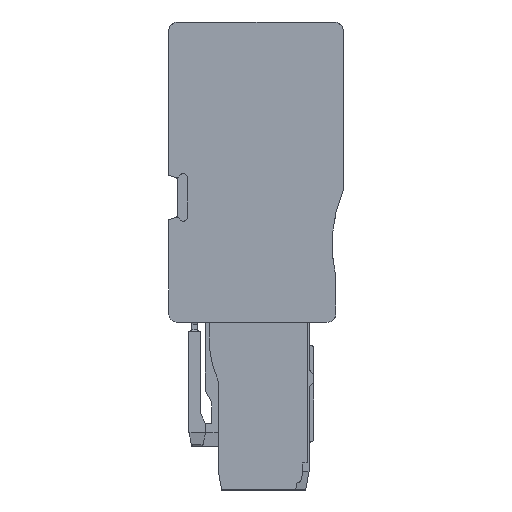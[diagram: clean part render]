
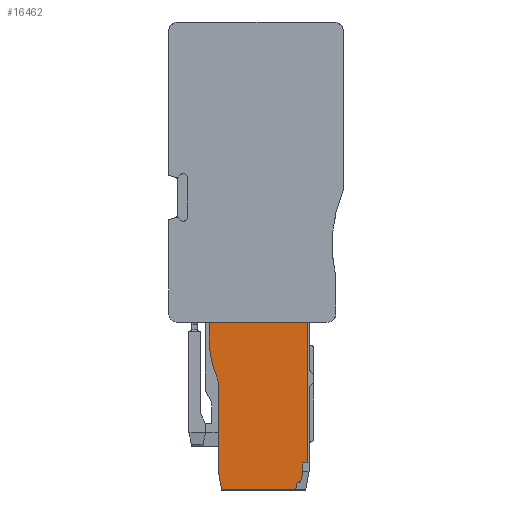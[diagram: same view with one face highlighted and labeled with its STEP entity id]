
A CAD part, left-side view. The second image highlights one B-rep face of the part: STEP entity #16462.
In plain terms, the highlighted planar face has unit normal (-1, 0, 0).
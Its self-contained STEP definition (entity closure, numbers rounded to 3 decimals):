
#11777=AXIS2_PLACEMENT_3D('Plane Axis2P3D',#11774,#11775,#11776) ;
#12506=AXIS2_PLACEMENT_3D('Circle Axis2P3D',#12504,#12505,$) ;
#16098=AXIS2_PLACEMENT_3D('Circle Axis2P3D',#16096,#16097,$) ;
#16141=AXIS2_PLACEMENT_3D('Circle Axis2P3D',#16139,#16140,$) ;
#11774=CARTESIAN_POINT('Axis2P3D Location',(0.8,8.8,18.25)) ;
#12456=CARTESIAN_POINT('Vertex',(0.8,14.6,16.433)) ;
#12459=CARTESIAN_POINT('Line Origine',(0.8,14.6,17.341)) ;
#12463=CARTESIAN_POINT('Vertex',(0.8,14.6,18.25)) ;
#12501=CARTESIAN_POINT('Vertex',(0.8,13.6,11.85)) ;
#12504=CARTESIAN_POINT('Axis2P3D Location',(0.8,3.6,16.433)) ;
#12562=CARTESIAN_POINT('Vertex',(0.8,13.6,2.)) ;
#12565=CARTESIAN_POINT('Line Origine',(0.8,13.6,6.925)) ;
#12620=CARTESIAN_POINT('Vertex',(0.8,13.247,0.)) ;
#12625=CARTESIAN_POINT('Line Origine',(0.8,13.424,1.)) ;
#12647=CARTESIAN_POINT('Line Origine',(0.8,9.213,0.)) ;
#12651=CARTESIAN_POINT('Vertex',(0.8,5.178,0.)) ;
#12700=CARTESIAN_POINT('Vertex',(0.8,5.036,0.8)) ;
#12703=CARTESIAN_POINT('Line Origine',(0.8,5.107,0.4)) ;
#12729=CARTESIAN_POINT('Vertex',(0.8,4.425,2.951)) ;
#12736=CARTESIAN_POINT('Vertex',(0.8,3.91,2.951)) ;
#12739=CARTESIAN_POINT('Line Origine',(0.8,4.167,2.951)) ;
#16093=CARTESIAN_POINT('Vertex',(0.8,4.544,1.213)) ;
#16096=CARTESIAN_POINT('Axis2P3D Location',(0.8,5.036,1.3)) ;
#16112=CARTESIAN_POINT('Vertex',(0.8,4.44,1.8)) ;
#16115=CARTESIAN_POINT('Line Origine',(0.8,4.492,1.507)) ;
#16136=CARTESIAN_POINT('Vertex',(0.8,4.425,1.974)) ;
#16139=CARTESIAN_POINT('Axis2P3D Location',(0.8,5.426,1.974)) ;
#16151=CARTESIAN_POINT('Line Origine',(0.8,4.425,2.462)) ;
#16435=CARTESIAN_POINT('Line Origine',(0.8,9.255,18.25)) ;
#16439=CARTESIAN_POINT('Vertex',(0.8,3.91,18.25)) ;
#16442=CARTESIAN_POINT('Line Origine',(0.8,3.91,10.601)) ;
#11775=DIRECTION('Axis2P3D Direction',(-1.,0.,0.)) ;
#11776=DIRECTION('Axis2P3D XDirection',(0.,-1.,0.)) ;
#12460=DIRECTION('Vector Direction',(0.,0.,-1.)) ;
#12505=DIRECTION('Axis2P3D Direction',(1.,0.,0.)) ;
#12566=DIRECTION('Vector Direction',(0.,0.,-1.)) ;
#12626=DIRECTION('Vector Direction',(0.,-0.174,-0.985)) ;
#12648=DIRECTION('Vector Direction',(0.,-1.,0.)) ;
#12704=DIRECTION('Vector Direction',(0.,0.174,-0.985)) ;
#12740=DIRECTION('Vector Direction',(0.,1.,0.)) ;
#16097=DIRECTION('Axis2P3D Direction',(1.,0.,0.)) ;
#16116=DIRECTION('Vector Direction',(0.,-0.174,0.985)) ;
#16140=DIRECTION('Axis2P3D Direction',(1.,0.,0.)) ;
#16152=DIRECTION('Vector Direction',(0.,0.,1.)) ;
#16436=DIRECTION('Vector Direction',(0.,1.,0.)) ;
#16443=DIRECTION('Vector Direction',(0.,0.,1.)) ;
#12461=VECTOR('Line Direction',#12460,1.) ;
#12567=VECTOR('Line Direction',#12566,1.) ;
#12627=VECTOR('Line Direction',#12626,1.) ;
#12649=VECTOR('Line Direction',#12648,1.) ;
#12705=VECTOR('Line Direction',#12704,1.) ;
#12741=VECTOR('Line Direction',#12740,1.) ;
#16117=VECTOR('Line Direction',#16116,1.) ;
#16153=VECTOR('Line Direction',#16152,1.) ;
#16437=VECTOR('Line Direction',#16436,1.) ;
#16444=VECTOR('Line Direction',#16443,1.) ;
#16448=ORIENTED_EDGE('',*,*,#16441,.T.) ;
#16449=ORIENTED_EDGE('',*,*,#12465,.T.) ;
#16450=ORIENTED_EDGE('',*,*,#12508,.F.) ;
#16451=ORIENTED_EDGE('',*,*,#12569,.T.) ;
#16452=ORIENTED_EDGE('',*,*,#12629,.T.) ;
#16453=ORIENTED_EDGE('',*,*,#12653,.T.) ;
#16454=ORIENTED_EDGE('',*,*,#12707,.F.) ;
#16455=ORIENTED_EDGE('',*,*,#16100,.T.) ;
#16456=ORIENTED_EDGE('',*,*,#16119,.T.) ;
#16457=ORIENTED_EDGE('',*,*,#16143,.T.) ;
#16458=ORIENTED_EDGE('',*,*,#16155,.T.) ;
#16459=ORIENTED_EDGE('',*,*,#12743,.F.) ;
#16460=ORIENTED_EDGE('',*,*,#16446,.T.) ;
#16462=ADVANCED_FACE('66463_MLD_APG_4_L.1\\66463_MLD_APG_4_L',(#16461),#11778,.T.) ;
#12507=CIRCLE('generated circle',#12506,11.) ;
#16099=CIRCLE('generated circle',#16098,0.5) ;
#16142=CIRCLE('generated circle',#16141,1.001) ;
#12465=EDGE_CURVE('',#12464,#12457,#12462,.T.) ;
#12508=EDGE_CURVE('',#12502,#12457,#12507,.T.) ;
#12569=EDGE_CURVE('',#12502,#12563,#12568,.T.) ;
#12629=EDGE_CURVE('',#12563,#12621,#12628,.T.) ;
#12653=EDGE_CURVE('',#12621,#12652,#12650,.T.) ;
#12707=EDGE_CURVE('',#12701,#12652,#12706,.T.) ;
#12743=EDGE_CURVE('',#12737,#12730,#12742,.T.) ;
#16100=EDGE_CURVE('',#12701,#16094,#16099,.F.) ;
#16119=EDGE_CURVE('',#16094,#16113,#16118,.T.) ;
#16143=EDGE_CURVE('',#16113,#16137,#16142,.F.) ;
#16155=EDGE_CURVE('',#16137,#12730,#16154,.T.) ;
#16441=EDGE_CURVE('',#16440,#12464,#16438,.T.) ;
#16446=EDGE_CURVE('',#12737,#16440,#16445,.T.) ;
#16447=EDGE_LOOP('',(#16448,#16449,#16450,#16451,#16452,#16453,#16454,#16455,#16456,#16457,#16458,#16459,#16460)) ;
#16461=FACE_OUTER_BOUND('',#16447,.T.) ;
#12462=LINE('Line',#12459,#12461) ;
#12568=LINE('Line',#12565,#12567) ;
#12628=LINE('Line',#12625,#12627) ;
#12650=LINE('Line',#12647,#12649) ;
#12706=LINE('Line',#12703,#12705) ;
#12742=LINE('Line',#12739,#12741) ;
#16118=LINE('Line',#16115,#16117) ;
#16154=LINE('Line',#16151,#16153) ;
#16438=LINE('Line',#16435,#16437) ;
#16445=LINE('Line',#16442,#16444) ;
#11778=PLANE('',#11777) ;
#12457=VERTEX_POINT('',#12456) ;
#12464=VERTEX_POINT('',#12463) ;
#12502=VERTEX_POINT('',#12501) ;
#12563=VERTEX_POINT('',#12562) ;
#12621=VERTEX_POINT('',#12620) ;
#12652=VERTEX_POINT('',#12651) ;
#12701=VERTEX_POINT('',#12700) ;
#12730=VERTEX_POINT('',#12729) ;
#12737=VERTEX_POINT('',#12736) ;
#16094=VERTEX_POINT('',#16093) ;
#16113=VERTEX_POINT('',#16112) ;
#16137=VERTEX_POINT('',#16136) ;
#16440=VERTEX_POINT('',#16439) ;
